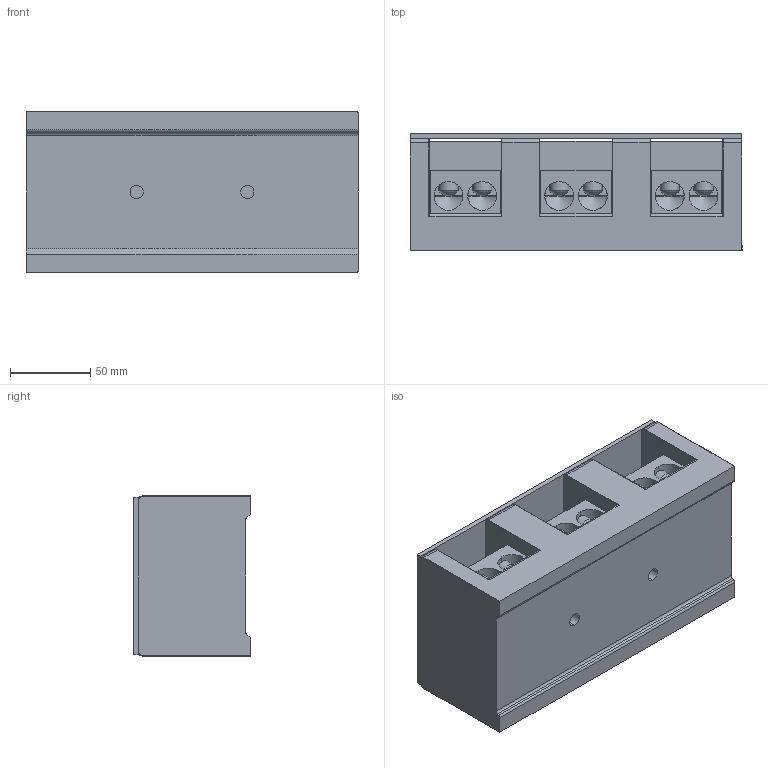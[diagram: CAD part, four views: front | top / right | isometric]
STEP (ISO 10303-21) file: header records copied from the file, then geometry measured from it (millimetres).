
FILE_DESCRIPTION((''),'2;1');
FILE_NAME('UDJ-6003_2_120','2024-07-05T',('dell'),(''),'PRO/ENGINEER BY PARAMETRIC TECHNOLOGY CORPORATION, 2013230','PRO/ENGINEER BY PARAMETRIC TECHNOLOGY CORPORATION, 2013230','');
FILE_SCHEMA(('AUTOMOTIVE_DESIGN { 1 0 10303 214 1 1 1 1 }'));
Products named in the file (1): UDJ-6003_2_120
Bounding box: 207 x 73 x 100 mm (x, y, z)
Volume: 984388.9 mm3; surface area: 205037.7 mm2
Topology: 4 solids, 34 shells, 1726 faces, 4746 edges, 3051 vertices
Faces by surface type: plane 1183, cylinder 285, bspline 108, cone 84, sphere 36, torus 28, extrusion 2
Entity records: 62004 total; most frequent: CARTESIAN_POINT 18927, ORIENTED_EDGE 9360, DIRECTION 8186, EDGE_CURVE 4680, VECTOR 3502, LINE 3500, VERTEX_POINT 3051, AXIS2_PLACEMENT_3D 2342
